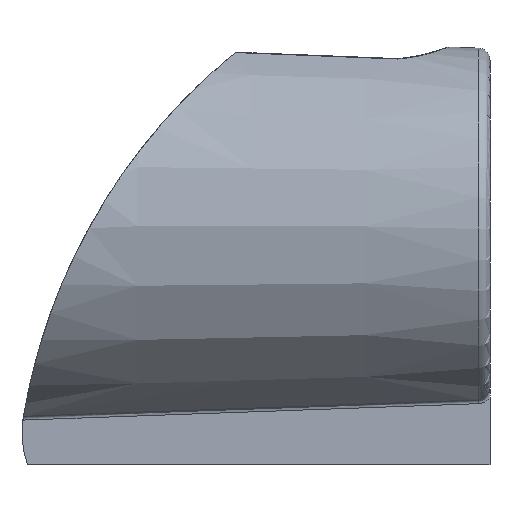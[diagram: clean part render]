
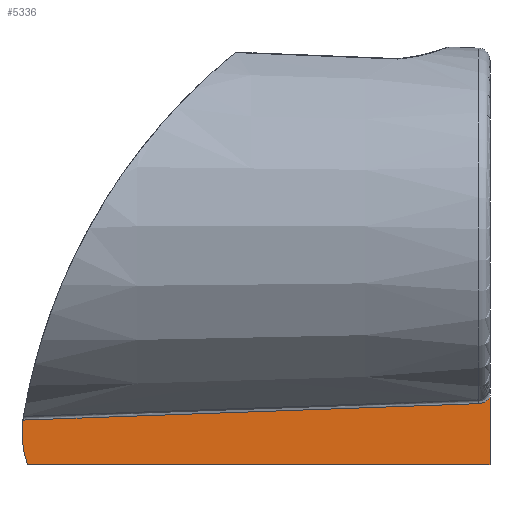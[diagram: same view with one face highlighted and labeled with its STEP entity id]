
A CAD part, left-side view. The second image highlights one B-rep face of the part: STEP entity #5336.
In plain terms, the highlighted planar face has unit normal (-1, -0.009, 0).
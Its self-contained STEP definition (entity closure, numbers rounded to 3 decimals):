
#363 = FACE_OUTER_BOUND ( 'NONE', #6529, .T. ) ;
#596 = CARTESIAN_POINT ( 'NONE',  ( -16.173, 103.476, -47.453 ) ) ;
#608 = LINE ( 'NONE', #3002, #4872 ) ;
#656 = CARTESIAN_POINT ( 'NONE',  ( -16.302, 118.228, -51.789 ) ) ;
#667 = CARTESIAN_POINT ( 'NONE',  ( -15.277, 0.802, -43.137 ) ) ;
#687 = VECTOR ( 'NONE', #1293, 1000. ) ;
#1057 = CARTESIAN_POINT ( 'NONE',  ( -15.27, 0., -42.378 ) ) ;
#1143 = EDGE_CURVE ( 'NONE', #2021, #3156, #7167, .T. ) ;
#1205 = CARTESIAN_POINT ( 'NONE',  ( -16.297, 117.684, -47.965 ) ) ;
#1293 = DIRECTION ( 'NONE',  ( 0., 0., -1. ) ) ;
#1382 = CARTESIAN_POINT ( 'NONE',  ( -15.27, 0., -59.268 ) ) ;
#1430 = CARTESIAN_POINT ( 'NONE',  ( -16.297, 117.684, -47.965 ) ) ;
#1461 = EDGE_CURVE ( 'NONE', #2900, #5662, #6867, .T. ) ;
#1635 = CARTESIAN_POINT ( 'NONE',  ( -15.567, 34.032, -44.949 ) ) ;
#2021 = VERTEX_POINT ( 'NONE', #4414 ) ;
#2213 = CARTESIAN_POINT ( 'NONE',  ( -15.295, 2.861, -43.824 ) ) ;
#2292 = EDGE_CURVE ( 'NONE', #2021, #3455, #5430, .T. ) ;
#2443 = CARTESIAN_POINT ( 'NONE',  ( -15.279, 1.032, -43.287 ) ) ;
#2900 = VERTEX_POINT ( 'NONE', #1430 ) ;
#2960 = ORIENTED_EDGE ( 'NONE', *, *, #3500, .T. ) ;
#2963 = DIRECTION ( 'NONE',  ( -0.009, 1., 0. ) ) ;
#3002 = CARTESIAN_POINT ( 'NONE',  ( -16.3, 118., -59.268 ) ) ;
#3028 = CARTESIAN_POINT ( 'NONE',  ( -15.29, 2.313, -43.774 ) ) ;
#3053 = CARTESIAN_POINT ( 'NONE',  ( -16.287, 116.536, -59.268 ) ) ;
#3156 = VERTEX_POINT ( 'NONE', #1382 ) ;
#3455 = VERTEX_POINT ( 'NONE', #7551 ) ;
#3458 = B_SPLINE_CURVE_WITH_KNOTS ( 'NONE', 3,
 ( #2213, #1635, #4610, #3459, #596, #5823, #5325 ),
 .UNSPECIFIED., .F., .F.,
 ( 4, 3, 4 ),
 ( 0., 0.094, 0.115 ),
 .UNSPECIFIED. ) ;
#3459 = CARTESIAN_POINT ( 'NONE',  ( -16.111, 96.372, -47.197 ) ) ;
#3500 = EDGE_CURVE ( 'NONE', #3455, #2900, #3458, .T. ) ;
#3607 = CARTESIAN_POINT ( 'NONE',  ( -15.273, 0.373, -42.789 ) ) ;
#3866 = AXIS2_PLACEMENT_3D ( 'NONE', #6289, #3925, #4542 ) ;
#3925 = DIRECTION ( 'NONE',  ( -1., -0.009, 0. ) ) ;
#4187 = CARTESIAN_POINT ( 'NONE',  ( -15.286, 1.783, -43.636 ) ) ;
#4414 = CARTESIAN_POINT ( 'NONE',  ( -15.27, 0., -42.378 ) ) ;
#4542 = DIRECTION ( 'NONE',  ( 0.009, -1., 0. ) ) ;
#4610 = CARTESIAN_POINT ( 'NONE',  ( -15.839, 65.202, -46.073 ) ) ;
#4763 = ORIENTED_EDGE ( 'NONE', *, *, #1461, .T. ) ;
#4807 = CARTESIAN_POINT ( 'NONE',  ( -15.272, 0.176, -42.593 ) ) ;
#4872 = VECTOR ( 'NONE', #2963, 1000. ) ;
#5093 = PLANE ( 'NONE',  #3866 ) ;
#5325 = CARTESIAN_POINT ( 'NONE',  ( -16.297, 117.684, -47.965 ) ) ;
#5336 = ADVANCED_FACE ( 'NONE', ( #363 ), #5093, .T. ) ;
#5396 = CARTESIAN_POINT ( 'NONE',  ( -15.293, 2.584, -43.814 ) ) ;
#5430 = B_SPLINE_CURVE_WITH_KNOTS ( 'NONE', 3,
 ( #1057, #4807, #3607, #667, #2443, #7168, #4187, #3028, #5396, #6550 ),
 .UNSPECIFIED., .F., .F.,
 ( 4, 2, 2, 2, 4 ),
 ( 0., 0.001, 0.002, 0.002, 0.003 ),
 .UNSPECIFIED. ) ;
#5526 = EDGE_CURVE ( 'NONE', #3156, #5662, #608, .T. ) ;
#5644 = ORIENTED_EDGE ( 'NONE', *, *, #2292, .T. ) ;
#5662 = VERTEX_POINT ( 'NONE', #6131 ) ;
#5823 = CARTESIAN_POINT ( 'NONE',  ( -16.235, 110.58, -47.709 ) ) ;
#6131 = CARTESIAN_POINT ( 'NONE',  ( -16.287, 116.536, -59.268 ) ) ;
#6289 = CARTESIAN_POINT ( 'NONE',  ( -16.3, 118., -47.268 ) ) ;
#6313 = ORIENTED_EDGE ( 'NONE', *, *, #5526, .F. ) ;
#6529 = EDGE_LOOP ( 'NONE', ( #2960, #4763, #6313, #7586, #5644 ) ) ;
#6550 = CARTESIAN_POINT ( 'NONE',  ( -15.295, 2.861, -43.824 ) ) ;
#6589 = CARTESIAN_POINT ( 'NONE',  ( -15.27, 0., 0. ) ) ;
#6616 = CARTESIAN_POINT ( 'NONE',  ( -16.299, 117.837, -55.632 ) ) ;
#6867 =( BOUNDED_CURVE ( )  B_SPLINE_CURVE ( 3, ( #1205, #656, #6616, #3053 ),
 .UNSPECIFIED., .F., .F. ) 
 B_SPLINE_CURVE_WITH_KNOTS ( ( 4, 4 ),
 ( 3., 3.485 ),
 .UNSPECIFIED. ) 
 CURVE ( )  GEOMETRIC_REPRESENTATION_ITEM ( )  RATIONAL_B_SPLINE_CURVE ( ( 1., 0.981, 0.981, 1. ) ) 
 REPRESENTATION_ITEM ( '' )  );
#7167 = LINE ( 'NONE', #6589, #687 ) ;
#7168 = CARTESIAN_POINT ( 'NONE',  ( -15.284, 1.521, -43.536 ) ) ;
#7551 = CARTESIAN_POINT ( 'NONE',  ( -15.295, 2.861, -43.824 ) ) ;
#7586 = ORIENTED_EDGE ( 'NONE', *, *, #1143, .F. ) ;
